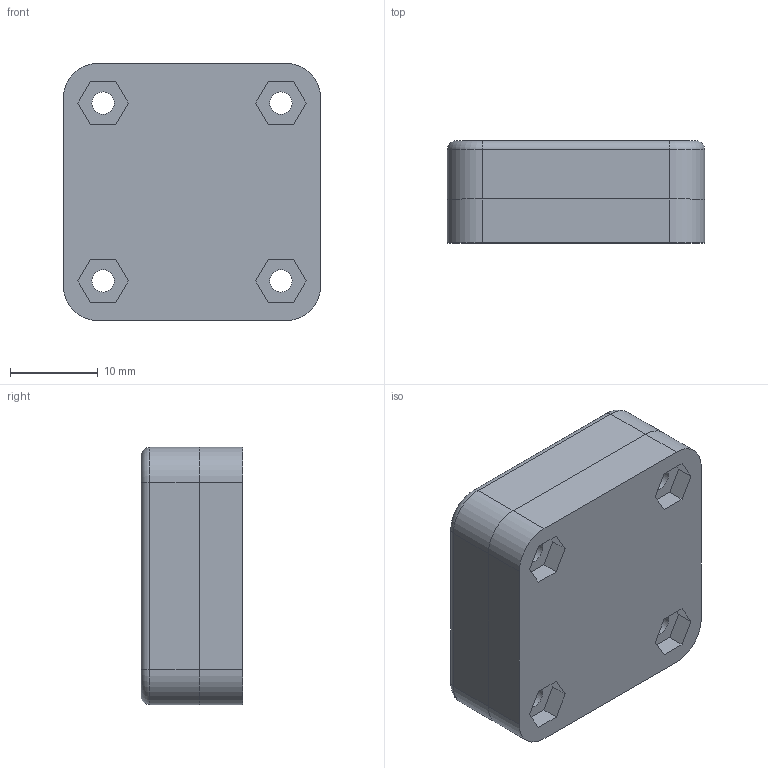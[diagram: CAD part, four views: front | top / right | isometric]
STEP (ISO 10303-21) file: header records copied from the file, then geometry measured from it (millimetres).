
FILE_DESCRIPTION(/* description */ (''),/* implementation_level */ '2;1');
FILE_NAME(/* name */ 'enclosure 2 from 1-v14 v2.step',/* time_stamp */ '2018-05-11T10:18:54-06:00',/* author */ ('bikerglen'),/* organization */ (''),/* preprocessor_version */ 'ST-DEVELOPER v17',/* originating_system */ 'Autodesk Translation Framework v7.1.0.215',/* authorisation */ '');
FILE_SCHEMA (('AUTOMOTIVE_DESIGN { 1 0 10303 214 3 1 1 }'));
Length unit declared in the file: millimetre
Products named in the file (3): enclosure 2 from 1-v14; Enclosure Bottom; Enclosure Top
Assembly tree (2 placements, depth 2):
  enclosure 2 from 1-v14
    Enclosure Bottom
    Enclosure Top
Bounding box: 29.4 x 11.65 x 29.4 mm (x, y, z)
Volume: 3804.3 mm3; surface area: 5589.9 mm2
Topology: 2 solids, 2 shells, 122 faces, 330 edges, 220 vertices
Faces by surface type: plane 82, cylinder 32, torus 4, cone 4
Full cylindrical faces by diameter (mm): 2.54 x8, 5 x4
Entity records: 3959 total; most frequent: CARTESIAN_POINT 677, DIRECTION 668, ORIENTED_EDGE 660, EDGE_CURVE 330, LINE 246, VECTOR 246, VERTEX_POINT 220, AXIS2_PLACEMENT_3D 211
